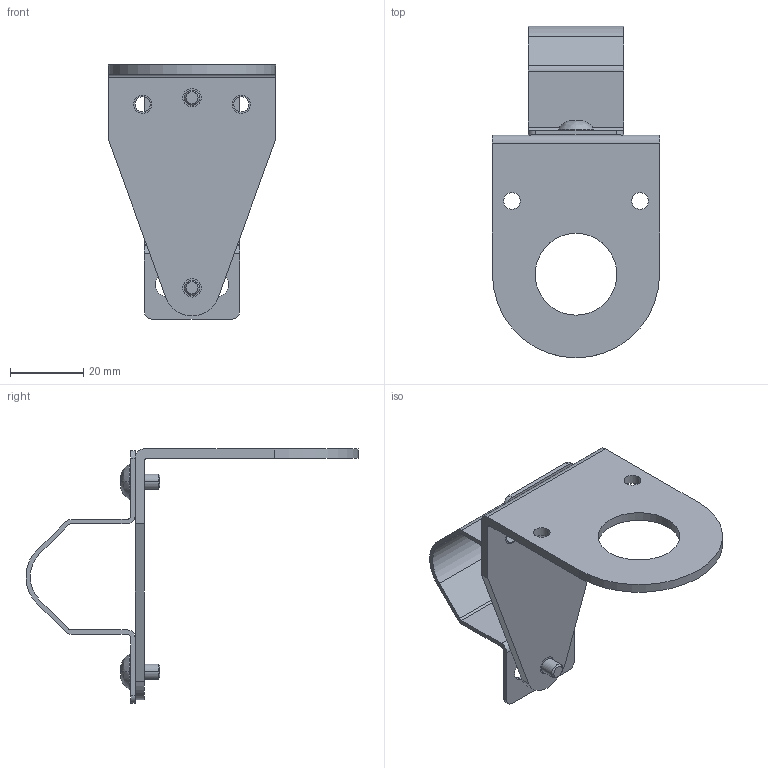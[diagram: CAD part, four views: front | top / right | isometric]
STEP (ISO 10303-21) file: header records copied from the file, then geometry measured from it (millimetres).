
FILE_DESCRIPTION((''),'2;1');
FILE_NAME('214636_ASM','2019-10-09T07:31:17',('pdmadmin'),('BANNER ENGINEERING'),'CREO PARAMETRIC BY PTC INC, 2018300','CREO PARAMETRIC BY PTC INC, 2018300','');
FILE_SCHEMA(('CONFIG_CONTROL_DESIGN'));
Length unit declared in the file: inch
Products named in the file (4): 125454; 134347; 109213; 214636_ASM
Assembly tree (4 placements, depth 2):
  214636_ASM
    125454
    134347
    109213  x2
Bounding box: 45.72 x 90.8 x 69.48 mm (x, y, z)
Volume: 14348.4 mm3; surface area: 16047.4 mm2
Topology: 4 solids, 8 shells, 106 faces, 280 edges, 184 vertices
Faces by surface type: cylinder 56, plane 42, cone 4, bspline 4
Entity records: 3103 total; most frequent: CARTESIAN_POINT 619, DIRECTION 536, ORIENTED_EDGE 468, EDGE_CURVE 242, AXIS2_PLACEMENT_3D 205, VERTEX_POINT 160, VECTOR 126, LINE 126
